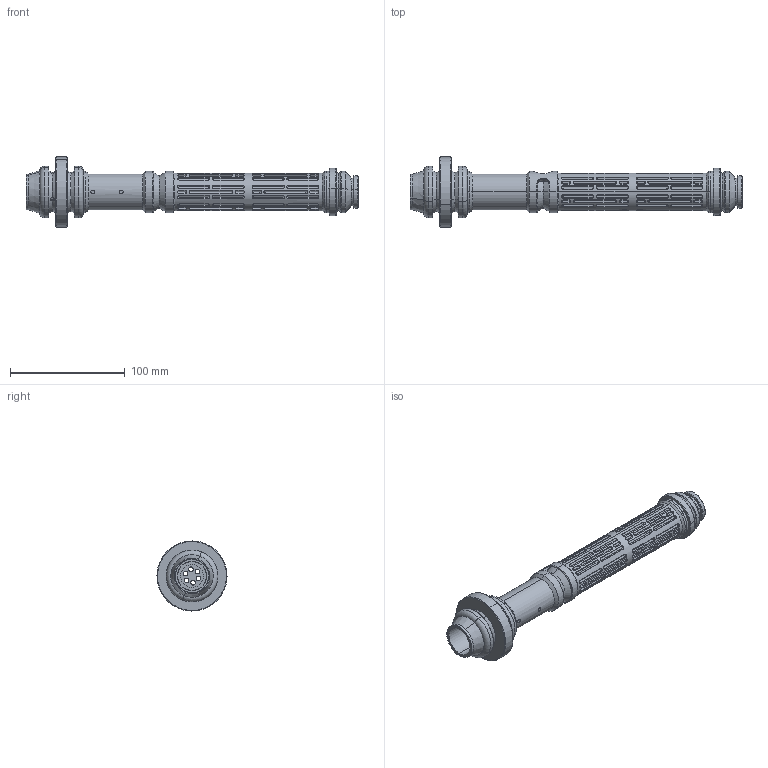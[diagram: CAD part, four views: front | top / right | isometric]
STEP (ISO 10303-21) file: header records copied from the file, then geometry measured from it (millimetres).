
FILE_DESCRIPTION (( 'STEP AP214' ), '1' );
FILE_NAME ('Gravity.STEP', '2016-10-18T21:14:26', ( '' ), ( '' ), 'SwSTEP 2.0', 'SolidWorks 2014', '' );
FILE_SCHEMA (( 'AUTOMOTIVE_DESIGN' ));
Length unit declared in the file: millimetre
Products named in the file (4): Gravity_emitter_D‚faut; Gravity_pommel_D‚faut; Gravity; Gravity_body_D‚faut
Assembly tree (3 placements, depth 2):
  Gravity
    Gravity_body_D‚faut
    Gravity_pommel_D‚faut
    Gravity_emitter_D‚faut
Bounding box: 289 x 60.98 x 60.98 mm (x, y, z)
Volume: 129416.7 mm3; surface area: 80418.5 mm2
Topology: 3 solids, 3 shells, 841 faces, 1962 edges, 1058 vertices
Faces by surface type: plane 360, cylinder 245, cone 200, torus 32, bspline 4
Entity records: 34628 total; most frequent: CARTESIAN_POINT 9019, DIRECTION 3680, ORIENTED_EDGE 3588, EDGE_CURVE 1794, AXIS2_PLACEMENT_3D 1239, VECTOR 1202, LINE 1202, VERTEX_POINT 1058
